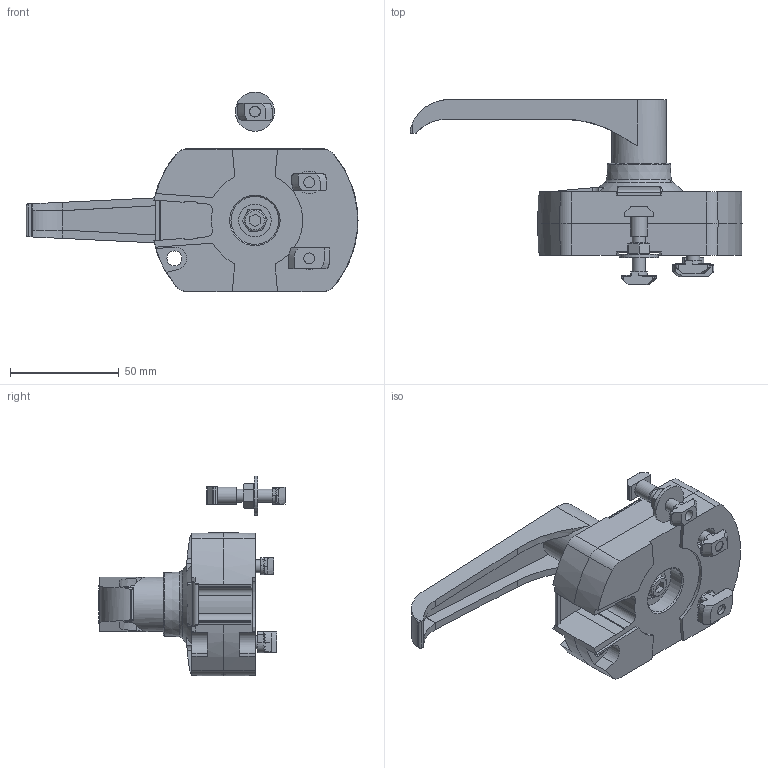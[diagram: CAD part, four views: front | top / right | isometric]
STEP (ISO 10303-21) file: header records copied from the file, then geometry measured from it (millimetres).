
FILE_DESCRIPTION(('STEP AP203'),'1');
FILE_NAME('SAFE00H1074.stp','2023-10-12T11:28:09',(' '),(' '),'Spatial InterOp 3D',' ',' ');
FILE_SCHEMA(('CONFIG_CONTROL_DESIGN'));
Length unit declared in the file: millimetre
Products named in the file (8): Boitier serrure porte coulissante avec clé universelle; Ecrou tête rectangulaire 8 M6 Ht 1.5; Ecrou tête rectangulaire 10 M6; Vis CHC - M6x30; logement; croix; poignée; fixation
Assembly tree (9 placements, depth 2):
  Boitier serrure porte coulissante avec clé universelle
    Ecrou tête rectangulaire 8 M6 Ht 1.5  x2
    Ecrou tête rectangulaire 10 M6
    Vis CHC - M6x30  x2
    logement
    croix
    poignée
    fixation
Bounding box: 152.69 x 85.6 x 91.91 mm (x, y, z)
Volume: 175878.2 mm3; surface area: 46010.4 mm2
Topology: 9 solids, 10 shells, 501 faces, 1334 edges, 876 vertices
Faces by surface type: plane 331, cylinder 124, bspline 20, cone 13, torus 11, sphere 2
Full cylindrical faces by diameter (mm): 5 x3, 6 x7, 6.9 x3, 7.8 x1, 10 x4, 12.5 x1, 15 x2, 15.1 x1, 18 x1, 22 x2, 25 x1
Entity records: 15216 total; most frequent: CARTESIAN_POINT 3156, DIRECTION 2189, ORIENTED_EDGE 2186, EDGE_CURVE 1093, AXIS2_PLACEMENT_3D 771, VERTEX_POINT 745, LINE 647, VECTOR 647
